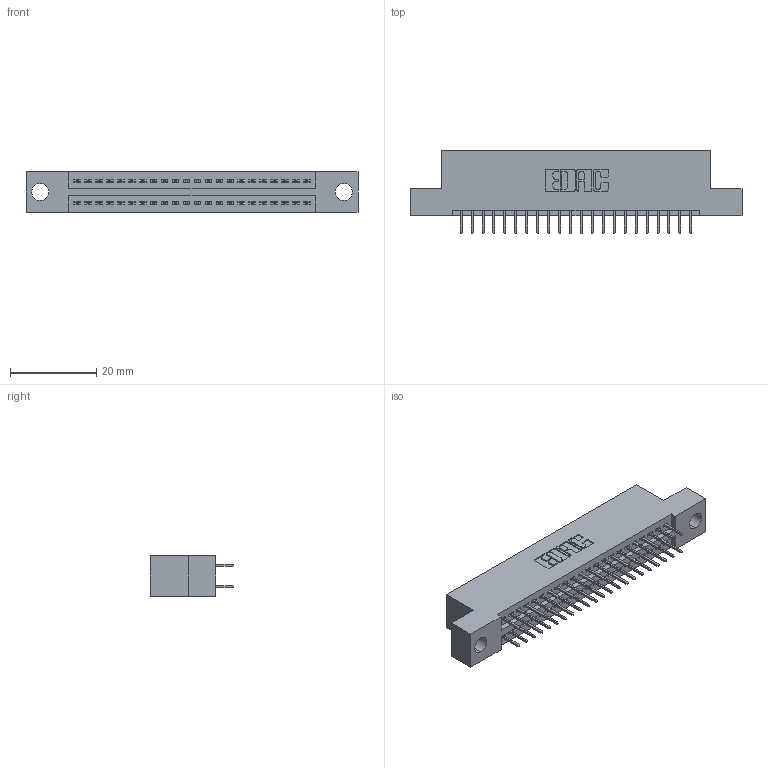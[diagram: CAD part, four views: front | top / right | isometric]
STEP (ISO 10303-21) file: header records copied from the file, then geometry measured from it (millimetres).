
FILE_DESCRIPTION (( 'STEP AP203' ), '1' );
FILE_NAME ('345-044-524-204.STEP', '2018-09-08T17:43:03', ( '' ), ( '' ), 'SwSTEP 2.0', 'SolidWorks 2016', '' );
FILE_SCHEMA (( 'CONFIG_CONTROL_DESIGN' ));
Length unit declared in the file: inch
Products named in the file (3): 345 Part_Flush Mounting Lugs - 0.156 Dia-TH; 345-292-001_345-293-124; 345-044-524-204
Assembly tree (45 placements, depth 2):
  345-044-524-204
    345 Part_Flush Mounting Lugs - 0.156 Dia-TH
    345-292-001_345-293-124  x44
Bounding box: 77.09 x 19.35 x 9.4 mm (x, y, z)
Volume: 7148.4 mm3; surface area: 9818.6 mm2
Topology: 45 solids, 45 shells, 2502 faces, 7073 edges, 4538 vertices
Faces by surface type: plane 1796, cylinder 706
Entity records: 20031 total; most frequent: CARTESIAN_POINT 3376, ORIENTED_EDGE 3310, DIRECTION 3003, EDGE_CURVE 1655, LINE 1439, VECTOR 1439, VERTEX_POINT 1098, AXIS2_PLACEMENT_3D 782
